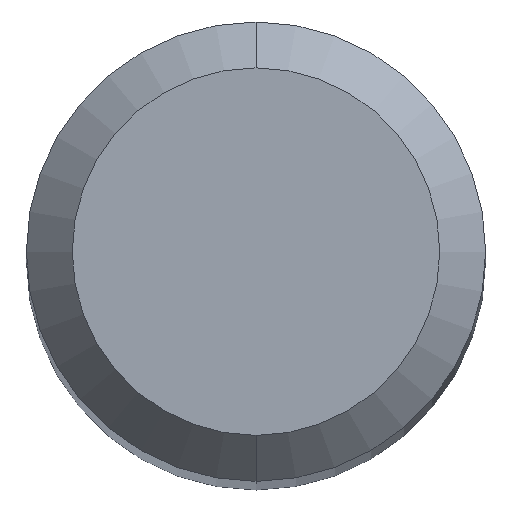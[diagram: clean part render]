
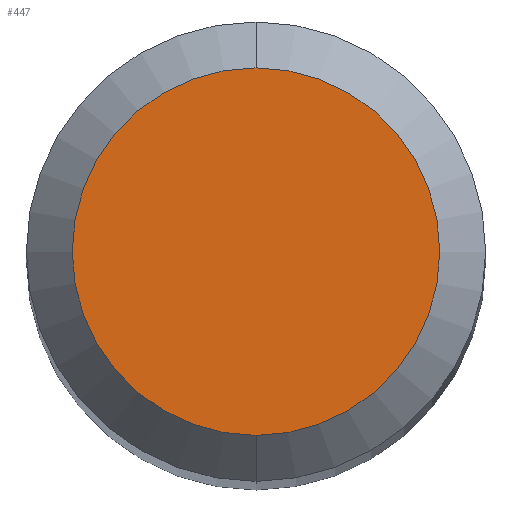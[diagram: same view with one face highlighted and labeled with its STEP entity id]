
A CAD part, top view. The second image highlights one B-rep face of the part: STEP entity #447.
In plain terms, the highlighted planar face has unit normal (0, 0, 1).
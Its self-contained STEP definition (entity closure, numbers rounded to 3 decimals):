
#215=VERTEX_POINT('',#523);
#285=EDGE_CURVE('',#301,#215,#600,.T.);
#301=VERTEX_POINT('',#619);
#337=EDGE_CURVE('',#215,#301,#659,.T.);
#447=ADVANCED_FACE('',(#782),#783,.T.);
#523=CARTESIAN_POINT('',(0.,-1.2,0.0));
#600=CIRCLE('',#1032,1.2);
#619=CARTESIAN_POINT('',(0.0,1.2,0.0));
#659=CIRCLE('',#1132,1.2);
#782=FACE_OUTER_BOUND('',#1397,.T.);
#783=PLANE('',#1398);
#1032=AXIS2_PLACEMENT_3D('',#1557,#1558,#1559);
#1132=AXIS2_PLACEMENT_3D('',#1627,#1628,#1629);
#1397=EDGE_LOOP('',(#1781,#1782));
#1398=AXIS2_PLACEMENT_3D('',#1783,#1784,#1785);
#1557=CARTESIAN_POINT('',(0.0,0.0,0.0));
#1558=DIRECTION('',(0.0,0.0,-1.0));
#1559=DIRECTION('',(0.0,1.0,0.0));
#1627=CARTESIAN_POINT('',(0.0,0.0,0.0));
#1628=DIRECTION('',(0.0,0.0,-1.0));
#1629=DIRECTION('',(0.0,1.0,0.0));
#1781=ORIENTED_EDGE('',*,*,#285,.F.);
#1782=ORIENTED_EDGE('',*,*,#337,.F.);
#1783=CARTESIAN_POINT('',(0.0,0.6,0.0));
#1784=DIRECTION('',(-0.0,0.0,1.0));
#1785=DIRECTION('',(0.0,-1.0,0.0));
